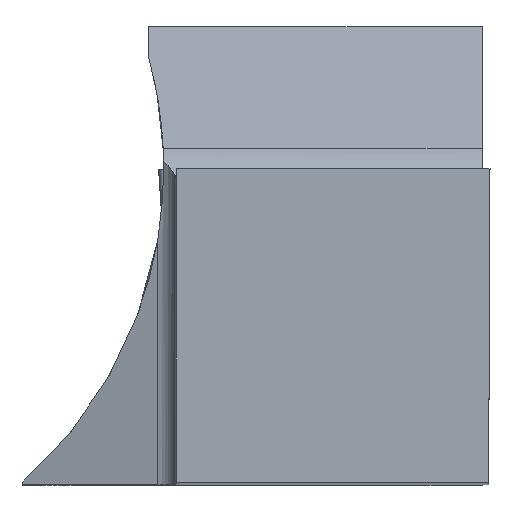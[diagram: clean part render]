
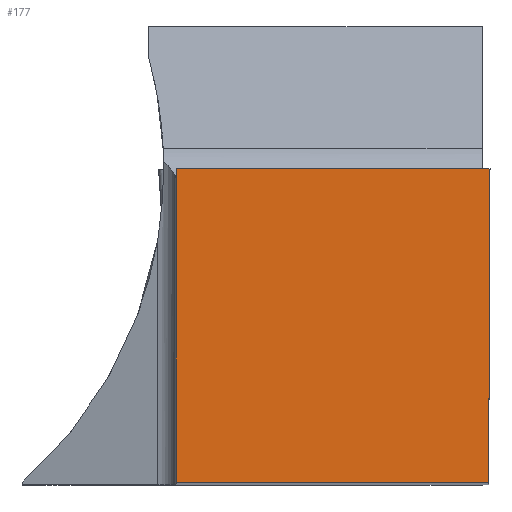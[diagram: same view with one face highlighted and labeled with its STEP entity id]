
A CAD part, top view. The second image highlights one B-rep face of the part: STEP entity #177.
In plain terms, the highlighted planar face has unit normal (0, 0, 1).
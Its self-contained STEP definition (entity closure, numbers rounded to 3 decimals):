
#122=PLANE('',#1497);
#177=ADVANCED_FACE('CU_BACK_SU1',(#255),#122,.F.);
#255=FACE_OUTER_BOUND('',#322,.T.);
#322=EDGE_LOOP('',(#806,#807,#808,#809));
#418=LINE('',#2122,#551);
#427=LINE('',#2183,#560);
#430=LINE('',#2189,#563);
#451=LINE('',#2244,#584);
#551=VECTOR('',#1648,1.);
#560=VECTOR('',#1667,1.);
#563=VECTOR('',#1672,1.);
#584=VECTOR('',#1715,1.);
#806=ORIENTED_EDGE('',*,*,#1236,.T.);
#807=ORIENTED_EDGE('',*,*,#1250,.T.);
#808=ORIENTED_EDGE('',*,*,#1253,.T.);
#809=ORIENTED_EDGE('',*,*,#1276,.F.);
#1103=VERTEX_POINT('',#2121);
#1104=VERTEX_POINT('',#2123);
#1112=VERTEX_POINT('',#2182);
#1114=VERTEX_POINT('',#2188);
#1236=EDGE_CURVE('',#1104,#1103,#418,.T.);
#1250=EDGE_CURVE('',#1103,#1112,#427,.T.);
#1253=EDGE_CURVE('',#1112,#1114,#430,.T.);
#1276=EDGE_CURVE('',#1104,#1114,#451,.T.);
#1497=AXIS2_PLACEMENT_3D('',#2245,#1716,#1717);
#1648=DIRECTION('',(1.,0.,0.));
#1667=DIRECTION('',(0.004,1.,0.));
#1672=DIRECTION('',(-1.,0.,0.));
#1715=DIRECTION('',(0.,1.,0.));
#1716=DIRECTION('',(0.,0.,-1.));
#1717=DIRECTION('',(0.,-1.,0.));
#2121=CARTESIAN_POINT('',(-0.087,0.,0.));
#2122=CARTESIAN_POINT('',(22.994,0.,0.));
#2123=CARTESIAN_POINT('',(-19.875,0.,0.));
#2182=CARTESIAN_POINT('',(0.,19.875,0.));
#2183=CARTESIAN_POINT('',(0.088,39.975,0.));
#2188=CARTESIAN_POINT('',(-19.875,19.875,0.));
#2189=CARTESIAN_POINT('',(22.994,19.875,0.));
#2244=CARTESIAN_POINT('',(-19.875,39.875,0.));
#2245=CARTESIAN_POINT('',(22.994,39.875,0.));
